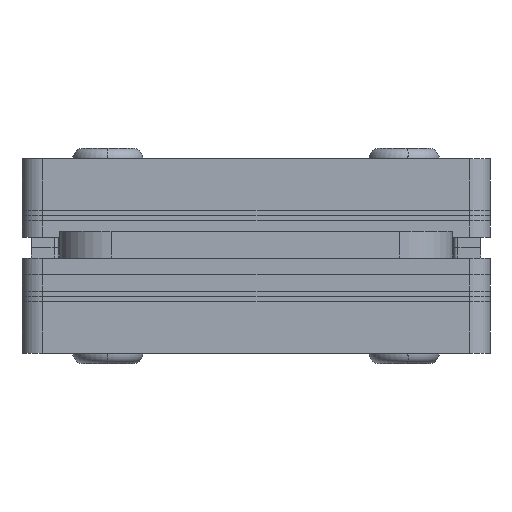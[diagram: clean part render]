
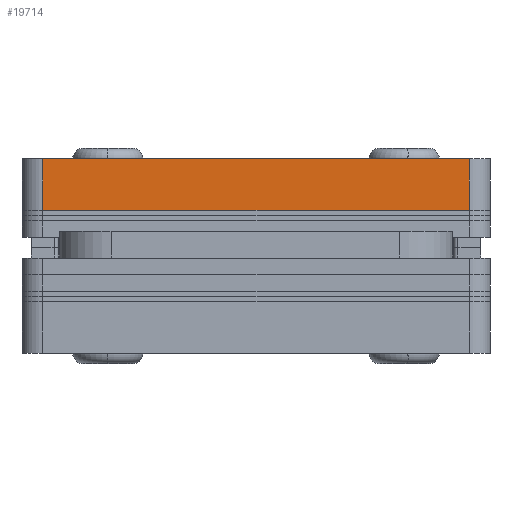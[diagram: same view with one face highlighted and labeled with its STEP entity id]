
A CAD part, left-side view. The second image highlights one B-rep face of the part: STEP entity #19714.
In plain terms, the highlighted planar face has unit normal (-1, 0, 0).
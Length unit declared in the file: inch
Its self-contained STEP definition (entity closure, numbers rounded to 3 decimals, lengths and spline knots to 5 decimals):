
#947 = DIRECTION ( 'NONE',  ( 0., 0., -1. ) ) ;
#1116 = LINE ( 'NONE', #37327, #42966 ) ;
#1164 = CARTESIAN_POINT ( 'NONE',  ( -0.55144, 1.29071, 0.01072 ) ) ;
#1357 = VERTEX_POINT ( 'NONE', #39105 ) ;
#3154 = AXIS2_PLACEMENT_3D ( 'NONE', #26401, #4159, #36956 ) ;
#3589 = EDGE_CURVE ( 'NONE', #14141, #37102, #20395, .T. ) ;
#4104 = LINE ( 'NONE', #1164, #42647 ) ;
#4159 = DIRECTION ( 'NONE',  ( 1., 0., 0. ) ) ;
#5357 = VECTOR ( 'NONE', #24019, 39.37008 ) ;
#7774 = VECTOR ( 'NONE', #30675, 39.37008 ) ;
#9560 = CARTESIAN_POINT ( 'NONE',  ( -0.55144, 1.29071, 0.01072 ) ) ;
#13602 = CARTESIAN_POINT ( 'NONE',  ( -0.55144, 0.47969, -0.08771 ) ) ;
#14141 = VERTEX_POINT ( 'NONE', #13602 ) ;
#17132 = VERTEX_POINT ( 'NONE', #9560 ) ;
#18402 = PLANE ( 'NONE',  #3154 ) ;
#19714 = ADVANCED_FACE ( 'NONE', ( #26622 ), #18402, .F. ) ;
#20395 = LINE ( 'NONE', #43026, #5357 ) ;
#20771 = ORIENTED_EDGE ( 'NONE', *, *, #30068, .T. ) ;
#24019 = DIRECTION ( 'NONE',  ( 0., 0., 1. ) ) ;
#25976 = ORIENTED_EDGE ( 'NONE', *, *, #3589, .T. ) ;
#26401 = CARTESIAN_POINT ( 'NONE',  ( -0.55144, 1.33008, 0.01072 ) ) ;
#26602 = LINE ( 'NONE', #33320, #7774 ) ;
#26622 = FACE_OUTER_BOUND ( 'NONE', #47718, .T. ) ;
#30068 = EDGE_CURVE ( 'NONE', #1357, #14141, #1116, .T. ) ;
#30592 = DIRECTION ( 'NONE',  ( 0., -1., 0. ) ) ;
#30675 = DIRECTION ( 'NONE',  ( 0., -1., 0. ) ) ;
#31471 = ORIENTED_EDGE ( 'NONE', *, *, #45733, .T. ) ;
#33320 = CARTESIAN_POINT ( 'NONE',  ( -0.55144, 1.33008, 0.01072 ) ) ;
#36956 = DIRECTION ( 'NONE',  ( 0., 1., 0. ) ) ;
#37102 = VERTEX_POINT ( 'NONE', #44369 ) ;
#37327 = CARTESIAN_POINT ( 'NONE',  ( -0.55144, 1.33008, -0.08771 ) ) ;
#39105 = CARTESIAN_POINT ( 'NONE',  ( -0.55144, 1.29071, -0.08771 ) ) ;
#40607 = EDGE_CURVE ( 'NONE', #17132, #37102, #26602, .T. ) ;
#42647 = VECTOR ( 'NONE', #947, 39.37008 ) ;
#42966 = VECTOR ( 'NONE', #30592, 39.37008 ) ;
#43026 = CARTESIAN_POINT ( 'NONE',  ( -0.55144, 0.47969, 0.01072 ) ) ;
#44369 = CARTESIAN_POINT ( 'NONE',  ( -0.55144, 0.47969, 0.01072 ) ) ;
#45733 = EDGE_CURVE ( 'NONE', #17132, #1357, #4104, .T. ) ;
#46295 = ORIENTED_EDGE ( 'NONE', *, *, #40607, .F. ) ;
#47718 = EDGE_LOOP ( 'NONE', ( #20771, #25976, #46295, #31471 ) ) ;
